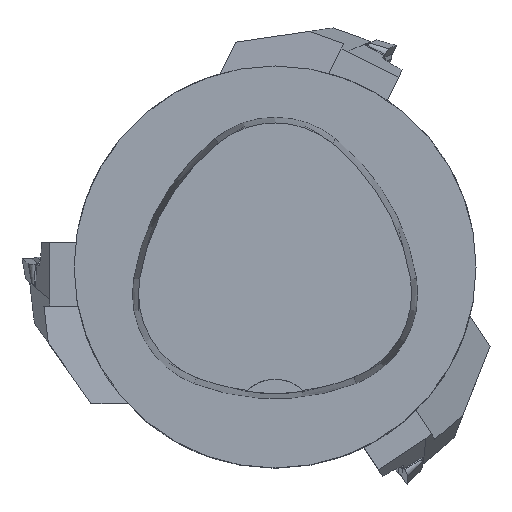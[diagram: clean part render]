
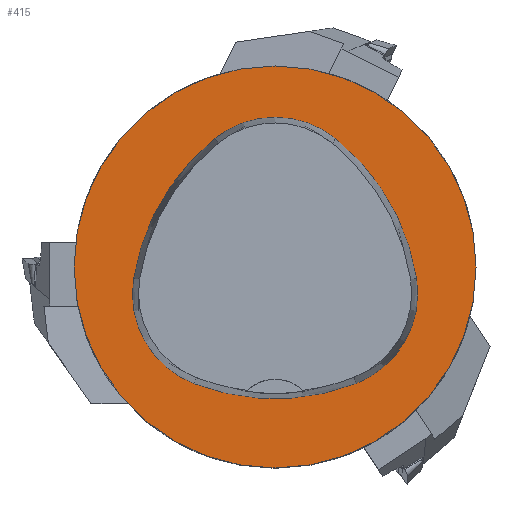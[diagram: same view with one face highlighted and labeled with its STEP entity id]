
A CAD part, top view. The second image highlights one B-rep face of the part: STEP entity #415.
In plain terms, the highlighted planar face has unit normal (0, 0, 1).
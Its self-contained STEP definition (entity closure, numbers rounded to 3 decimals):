
#177=PLANE('',#2546);
#415=ADVANCED_FACE('',(#630,#631),#177,.T.);
#554=CIRCLE('',#2518,25.);
#555=CIRCLE('',#2524,28.);
#557=CIRCLE('',#2527,12.);
#559=CIRCLE('',#2530,28.);
#561=CIRCLE('',#2533,12.);
#565=CIRCLE('',#2538,28.);
#567=CIRCLE('',#2541,12.);
#630=FACE_BOUND('',#699,.T.);
#631=FACE_BOUND('',#700,.T.);
#699=EDGE_LOOP('',(#936,#937,#938,#939,#940,#941));
#700=EDGE_LOOP('',(#942));
#936=ORIENTED_EDGE('',*,*,#1749,.T.);
#937=ORIENTED_EDGE('',*,*,#1729,.T.);
#938=ORIENTED_EDGE('',*,*,#1733,.T.);
#939=ORIENTED_EDGE('',*,*,#1736,.T.);
#940=ORIENTED_EDGE('',*,*,#1739,.T.);
#941=ORIENTED_EDGE('',*,*,#1747,.T.);
#942=ORIENTED_EDGE('',*,*,#1720,.F.);
#1507=VERTEX_POINT('',#3487);
#1516=VERTEX_POINT('',#3506);
#1517=VERTEX_POINT('',#3507);
#1520=VERTEX_POINT('',#3515);
#1522=VERTEX_POINT('',#3521);
#1524=VERTEX_POINT('',#3527);
#1531=VERTEX_POINT('',#3548);
#1720=EDGE_CURVE('',#1507,#1507,#554,.T.);
#1729=EDGE_CURVE('',#1516,#1517,#555,.T.);
#1733=EDGE_CURVE('',#1517,#1520,#557,.T.);
#1736=EDGE_CURVE('',#1520,#1522,#559,.T.);
#1739=EDGE_CURVE('',#1522,#1524,#561,.T.);
#1747=EDGE_CURVE('',#1524,#1531,#565,.T.);
#1749=EDGE_CURVE('',#1531,#1516,#567,.T.);
#2518=AXIS2_PLACEMENT_3D('',#3486,#2787,#2788);
#2524=AXIS2_PLACEMENT_3D('',#3505,#2803,#2804);
#2527=AXIS2_PLACEMENT_3D('',#3514,#2811,#2812);
#2530=AXIS2_PLACEMENT_3D('',#3520,#2818,#2819);
#2533=AXIS2_PLACEMENT_3D('',#3526,#2825,#2826);
#2538=AXIS2_PLACEMENT_3D('',#3549,#2837,#2838);
#2541=AXIS2_PLACEMENT_3D('',#3552,#2843,#2844);
#2546=AXIS2_PLACEMENT_3D('',#3557,#2853,#2854);
#2787=DIRECTION('',(0.,0.,-1.));
#2788=DIRECTION('',(-1.,0.,0.));
#2803=DIRECTION('',(0.,0.,-1.));
#2804=DIRECTION('',(-1.,0.,0.));
#2811=DIRECTION('',(0.,0.,-1.));
#2812=DIRECTION('',(-1.,0.,0.));
#2818=DIRECTION('',(0.,0.,-1.));
#2819=DIRECTION('',(-1.,0.,0.));
#2825=DIRECTION('',(0.,0.,-1.));
#2826=DIRECTION('',(-1.,0.,0.));
#2837=DIRECTION('',(0.,0.,-1.));
#2838=DIRECTION('',(-1.,0.,0.));
#2843=DIRECTION('',(0.,0.,-1.));
#2844=DIRECTION('',(-1.,0.,0.));
#2853=DIRECTION('',(0.,0.,1.));
#2854=DIRECTION('',(1.,0.,0.));
#3486=CARTESIAN_POINT('',(0.,0.,0.));
#3487=CARTESIAN_POINT('',(-25.,0.,0.));
#3505=CARTESIAN_POINT('',(10.068,-5.824,0.));
#3506=CARTESIAN_POINT('',(-17.584,-1.424,0.));
#3507=CARTESIAN_POINT('',(-7.531,15.953,0.));
#3514=CARTESIAN_POINT('',(0.011,6.62,0.));
#3515=CARTESIAN_POINT('',(7.567,15.942,0.));
#3520=CARTESIAN_POINT('',(-10.063,-5.81,0.));
#3521=CARTESIAN_POINT('',(17.59,-1.418,0.));
#3526=CARTESIAN_POINT('',(5.739,-3.3,0.));
#3527=CARTESIAN_POINT('',(10.05,-14.499,0.));
#3548=CARTESIAN_POINT('',(-10.025,-14.516,0.));
#3549=CARTESIAN_POINT('',(-0.01,11.631,0.));
#3552=CARTESIAN_POINT('',(-5.733,-3.31,0.));
#3557=CARTESIAN_POINT('',(0.,0.,0.));
